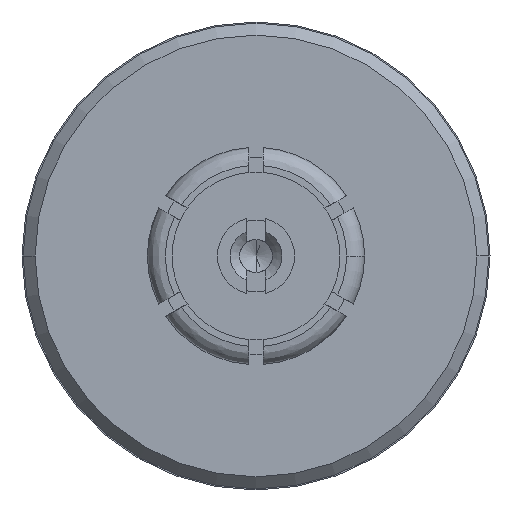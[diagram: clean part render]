
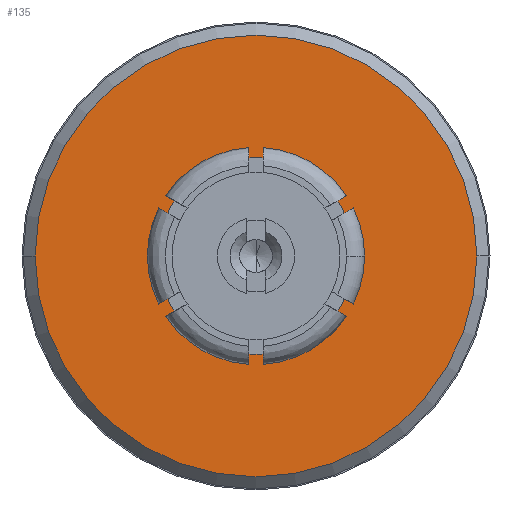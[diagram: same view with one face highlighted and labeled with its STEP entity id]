
A CAD part, left-side view. The second image highlights one B-rep face of the part: STEP entity #135.
In plain terms, the highlighted planar face has unit normal (-1, 0, 0).
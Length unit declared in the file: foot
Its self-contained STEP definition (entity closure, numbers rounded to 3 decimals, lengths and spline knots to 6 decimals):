
#9 = CIRCLE ( 'NONE', #1117, 0.007667 ) ;
#135 = ADVANCED_FACE ( 'NONE', ( #4907, #8623 ), #7234, .T. ) ;
#343 = AXIS2_PLACEMENT_3D ( 'NONE', #987, #7971, #1082 ) ;
#388 = ORIENTED_EDGE ( 'NONE', *, *, #7810, .F. ) ;
#545 = DIRECTION ( 'NONE',  ( 0., 1., 0. ) ) ;
#948 = ORIENTED_EDGE ( 'NONE', *, *, #5980, .T. ) ;
#987 = CARTESIAN_POINT ( 'NONE',  ( -0.020516, -0.007667, 0. ) ) ;
#1082 = DIRECTION ( 'NONE',  ( 0., 0., 1. ) ) ;
#1117 = AXIS2_PLACEMENT_3D ( 'NONE', #9540, #5744, #1913 ) ;
#1836 = EDGE_LOOP ( 'NONE', ( #4295, #388 ) ) ;
#1906 = VERTEX_POINT ( 'NONE', #4549 ) ;
#1913 = DIRECTION ( 'NONE',  ( 0., 1., 0. ) ) ;
#1921 = AXIS2_PLACEMENT_3D ( 'NONE', #8109, #8154, #1983 ) ;
#1983 = DIRECTION ( 'NONE',  ( 0., 1., 0. ) ) ;
#2238 = CIRCLE ( 'NONE', #1921, 0.003417 ) ;
#2952 = CARTESIAN_POINT ( 'NONE',  ( -0.020516, 0., 0. ) ) ;
#3149 = CARTESIAN_POINT ( 'NONE',  ( -0.020516, 0., 0. ) ) ;
#3183 = CIRCLE ( 'NONE', #8626, 0.007667 ) ;
#3355 = CIRCLE ( 'NONE', #4307, 0.003417 ) ;
#3576 = DIRECTION ( 'NONE',  ( 1., 0., 0. ) ) ;
#3879 = VERTEX_POINT ( 'NONE', #8570 ) ;
#4057 = VERTEX_POINT ( 'NONE', #9565 ) ;
#4295 = ORIENTED_EDGE ( 'NONE', *, *, #7005, .F. ) ;
#4307 = AXIS2_PLACEMENT_3D ( 'NONE', #2952, #3576, #545 ) ;
#4549 = CARTESIAN_POINT ( 'NONE',  ( -0.020516, 0.007667, 0. ) ) ;
#4907 = FACE_BOUND ( 'NONE', #6809, .T. ) ;
#5027 = EDGE_CURVE ( 'NONE', #3879, #4057, #3355, .T. ) ;
#5744 = DIRECTION ( 'NONE',  ( 1., 0., 0. ) ) ;
#5980 = EDGE_CURVE ( 'NONE', #4057, #3879, #2238, .T. ) ;
#6221 = DIRECTION ( 'NONE',  ( 0., 1., 0. ) ) ;
#6809 = EDGE_LOOP ( 'NONE', ( #948, #7014 ) ) ;
#7005 = EDGE_CURVE ( 'NONE', #1906, #9250, #9, .T. ) ;
#7014 = ORIENTED_EDGE ( 'NONE', *, *, #5027, .T. ) ;
#7234 = PLANE ( 'NONE',  #343 ) ;
#7810 = EDGE_CURVE ( 'NONE', #9250, #1906, #3183, .T. ) ;
#7971 = DIRECTION ( 'NONE',  ( -1., 0., 0. ) ) ;
#8100 = CARTESIAN_POINT ( 'NONE',  ( -0.020516, -0.007667, 0. ) ) ;
#8109 = CARTESIAN_POINT ( 'NONE',  ( -0.020516, 0., 0. ) ) ;
#8154 = DIRECTION ( 'NONE',  ( 1., 0., 0. ) ) ;
#8570 = CARTESIAN_POINT ( 'NONE',  ( -0.020516, -0.003417, 0. ) ) ;
#8623 = FACE_OUTER_BOUND ( 'NONE', #1836, .T. ) ;
#8626 = AXIS2_PLACEMENT_3D ( 'NONE', #3149, #9372, #6221 ) ;
#9250 = VERTEX_POINT ( 'NONE', #8100 ) ;
#9372 = DIRECTION ( 'NONE',  ( 1., 0., 0. ) ) ;
#9540 = CARTESIAN_POINT ( 'NONE',  ( -0.020516, 0., 0. ) ) ;
#9565 = CARTESIAN_POINT ( 'NONE',  ( -0.020516, 0.003417, 0. ) ) ;
